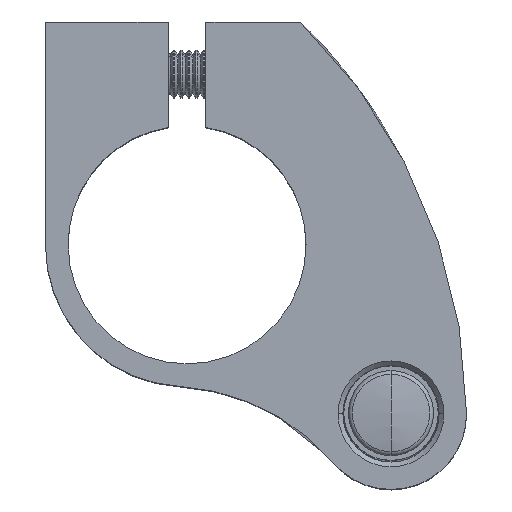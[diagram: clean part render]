
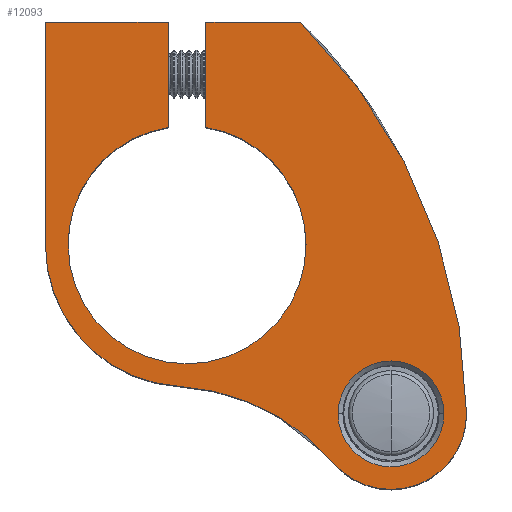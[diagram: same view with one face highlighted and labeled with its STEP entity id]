
A CAD part, top view. The second image highlights one B-rep face of the part: STEP entity #12093.
In plain terms, the highlighted planar face has unit normal (0, 0, 1).
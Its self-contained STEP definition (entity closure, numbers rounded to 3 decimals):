
#167 = EDGE_LOOP ( 'NONE', ( #2614, #6466 ) ) ;
#219 = AXIS2_PLACEMENT_3D ( 'NONE', #566, #4031, #14095 ) ;
#300 = CIRCLE ( 'NONE', #13024, 58.5 ) ;
#389 = CARTESIAN_POINT ( 'NONE',  ( 15.999, -17.9, 6.25 ) ) ;
#566 = CARTESIAN_POINT ( 'NONE',  ( 21.599, -17.9, 6.25 ) ) ;
#775 = ORIENTED_EDGE ( 'NONE', *, *, #5986, .T. ) ;
#983 = EDGE_CURVE ( 'NONE', #2105, #3102, #14740, .T. ) ;
#1173 = CARTESIAN_POINT ( 'NONE',  ( 0., 0., 6.25 ) ) ;
#1380 = DIRECTION ( 'NONE',  ( 1., 0., 0. ) ) ;
#1765 = EDGE_CURVE ( 'NONE', #3102, #12835, #11323, .T. ) ;
#2007 = CARTESIAN_POINT ( 'NONE',  ( 0., 0., 6.25 ) ) ;
#2027 = DIRECTION ( 'NONE',  ( -1., 0., 0. ) ) ;
#2105 = VERTEX_POINT ( 'NONE', #18600 ) ;
#2195 = CARTESIAN_POINT ( 'NONE',  ( 27.199, -17.9, 6.25 ) ) ;
#2285 = CARTESIAN_POINT ( 'NONE',  ( -2.29, -38.432, 6.25 ) ) ;
#2398 = VERTEX_POINT ( 'NONE', #2195 ) ;
#2429 = DIRECTION ( 'NONE',  ( -1., 0., 0. ) ) ;
#2494 = EDGE_CURVE ( 'NONE', #2398, #5636, #16815, .T. ) ;
#2546 = VERTEX_POINT ( 'NONE', #3074 ) ;
#2609 = ORIENTED_EDGE ( 'NONE', *, *, #14137, .T. ) ;
#2614 = ORIENTED_EDGE ( 'NONE', *, *, #2494, .T. ) ;
#2639 = AXIS2_PLACEMENT_3D ( 'NONE', #1173, #21651, #1380 ) ;
#2891 = CARTESIAN_POINT ( 'NONE',  ( 21.599, -17.9, 6.25 ) ) ;
#3074 = CARTESIAN_POINT ( 'NONE',  ( 15.532, -23.114, 6.25 ) ) ;
#3102 = VERTEX_POINT ( 'NONE', #19972 ) ;
#3509 = DIRECTION ( 'NONE',  ( 0., 0., 1. ) ) ;
#3752 = ORIENTED_EDGE ( 'NONE', *, *, #19237, .T. ) ;
#3992 = DIRECTION ( 'NONE',  ( 1., 0., 0. ) ) ;
#4031 = DIRECTION ( 'NONE',  ( 0., 0., -1. ) ) ;
#4038 = CIRCLE ( 'NONE', #7801, 23.5 ) ;
#4080 = FACE_BOUND ( 'NONE', #167, .T. ) ;
#4453 = DIRECTION ( 'NONE',  ( 0., 0., -1. ) ) ;
#4918 = EDGE_CURVE ( 'NONE', #12835, #15181, #19901, .T. ) ;
#5123 = DIRECTION ( 'NONE',  ( 0., -1., 0. ) ) ;
#5282 = AXIS2_PLACEMENT_3D ( 'NONE', #2891, #4453, #6241 ) ;
#5343 = CARTESIAN_POINT ( 'NONE',  ( 2., 23.6, 6.25 ) ) ;
#5414 = DIRECTION ( 'NONE',  ( 0., 1., 0. ) ) ;
#5581 = DIRECTION ( 'NONE',  ( 0., -1., 0. ) ) ;
#5636 = VERTEX_POINT ( 'NONE', #389 ) ;
#5982 = EDGE_CURVE ( 'NONE', #2546, #7036, #14630, .T. ) ;
#5986 = EDGE_CURVE ( 'NONE', #18554, #18228, #14123, .T. ) ;
#6102 = ORIENTED_EDGE ( 'NONE', *, *, #7824, .T. ) ;
#6132 = AXIS2_PLACEMENT_3D ( 'NONE', #18853, #3509, #2027 ) ;
#6241 = DIRECTION ( 'NONE',  ( 1., 0., 0. ) ) ;
#6307 = CARTESIAN_POINT ( 'NONE',  ( 12.6, 0., 6.25 ) ) ;
#6466 = ORIENTED_EDGE ( 'NONE', *, *, #19678, .T. ) ;
#6606 = CARTESIAN_POINT ( 'NONE',  ( 0., 0., 6.25 ) ) ;
#6816 = CARTESIAN_POINT ( 'NONE',  ( 2., 12.44, 6.25 ) ) ;
#7036 = VERTEX_POINT ( 'NONE', #9813 ) ;
#7312 = ORIENTED_EDGE ( 'NONE', *, *, #10647, .T. ) ;
#7501 = EDGE_CURVE ( 'NONE', #8250, #15033, #12502, .T. ) ;
#7785 = CARTESIAN_POINT ( 'NONE',  ( -28.9, -18.226, 6.25 ) ) ;
#7795 = CARTESIAN_POINT ( 'NONE',  ( -15., 0., 6.25 ) ) ;
#7801 = AXIS2_PLACEMENT_3D ( 'NONE', #2285, #14127, #3992 ) ;
#7824 = EDGE_CURVE ( 'NONE', #18940, #2105, #17697, .T. ) ;
#7986 = AXIS2_PLACEMENT_3D ( 'NONE', #6606, #21738, #18515 ) ;
#8148 = DIRECTION ( 'NONE',  ( 0., 0., 1. ) ) ;
#8250 = VERTEX_POINT ( 'NONE', #12408 ) ;
#8269 = DIRECTION ( 'NONE',  ( 1., 0., 0. ) ) ;
#8414 = PLANE ( 'NONE',  #10882 ) ;
#9813 = CARTESIAN_POINT ( 'NONE',  ( 29.599, -17.848, 6.25 ) ) ;
#9825 = AXIS2_PLACEMENT_3D ( 'NONE', #18368, #8148, #10042 ) ;
#10042 = DIRECTION ( 'NONE',  ( -1., 0., 0. ) ) ;
#10272 = DIRECTION ( 'NONE',  ( -1., 0., 0. ) ) ;
#10429 = CARTESIAN_POINT ( 'NONE',  ( -15., 0., 6.25 ) ) ;
#10454 = ORIENTED_EDGE ( 'NONE', *, *, #1765, .T. ) ;
#10501 = DIRECTION ( 'NONE',  ( 1., 0., 0. ) ) ;
#10647 = EDGE_CURVE ( 'NONE', #7036, #8250, #300, .T. ) ;
#10882 = AXIS2_PLACEMENT_3D ( 'NONE', #20329, #21662, #8269 ) ;
#10988 = VECTOR ( 'NONE', #5123, 1000. ) ;
#11012 = CARTESIAN_POINT ( 'NONE',  ( -12.6, 0., 6.25 ) ) ;
#11221 = AXIS2_PLACEMENT_3D ( 'NONE', #2007, #16973, #10501 ) ;
#11323 = LINE ( 'NONE', #15732, #18163 ) ;
#11397 = CIRCLE ( 'NONE', #11221, 12.6 ) ;
#11402 = ORIENTED_EDGE ( 'NONE', *, *, #13245, .T. ) ;
#11536 = LINE ( 'NONE', #6816, #10988 ) ;
#12011 = VERTEX_POINT ( 'NONE', #17859 ) ;
#12093 = ADVANCED_FACE ( 'NONE', ( #4080, #17751 ), #8414, .T. ) ;
#12408 = CARTESIAN_POINT ( 'NONE',  ( 12., 23.6, 6.25 ) ) ;
#12502 = LINE ( 'NONE', #5343, #21676 ) ;
#12835 = VERTEX_POINT ( 'NONE', #14571 ) ;
#12863 = EDGE_LOOP ( 'NONE', ( #775, #16329, #6102, #16622, #10454, #15515, #2609, #11402, #19512, #7312, #13426, #3752 ) ) ;
#12893 = DIRECTION ( 'NONE',  ( -1., 0., 0. ) ) ;
#13024 = AXIS2_PLACEMENT_3D ( 'NONE', #7785, #19631, #12893 ) ;
#13245 = EDGE_CURVE ( 'NONE', #12011, #2546, #4038, .T. ) ;
#13426 = ORIENTED_EDGE ( 'NONE', *, *, #7501, .T. ) ;
#14095 = DIRECTION ( 'NONE',  ( 1., 0., 0. ) ) ;
#14123 = CIRCLE ( 'NONE', #7986, 12.6 ) ;
#14127 = DIRECTION ( 'NONE',  ( 0., 0., -1. ) ) ;
#14137 = EDGE_CURVE ( 'NONE', #15181, #12011, #21405, .T. ) ;
#14570 = EDGE_CURVE ( 'NONE', #18228, #18940, #11397, .T. ) ;
#14571 = CARTESIAN_POINT ( 'NONE',  ( -15., 23.6, 6.25 ) ) ;
#14630 = CIRCLE ( 'NONE', #9825, 8. ) ;
#14740 = LINE ( 'NONE', #15354, #18428 ) ;
#15033 = VERTEX_POINT ( 'NONE', #15684 ) ;
#15181 = VERTEX_POINT ( 'NONE', #7795 ) ;
#15354 = CARTESIAN_POINT ( 'NONE',  ( -2., 23.6, 6.25 ) ) ;
#15515 = ORIENTED_EDGE ( 'NONE', *, *, #4918, .T. ) ;
#15684 = CARTESIAN_POINT ( 'NONE',  ( 2., 23.6, 6.25 ) ) ;
#15732 = CARTESIAN_POINT ( 'NONE',  ( -15., 23.6, 6.25 ) ) ;
#16250 = CIRCLE ( 'NONE', #219, 5.6 ) ;
#16329 = ORIENTED_EDGE ( 'NONE', *, *, #14570, .T. ) ;
#16622 = ORIENTED_EDGE ( 'NONE', *, *, #983, .T. ) ;
#16815 = CIRCLE ( 'NONE', #5282, 5.6 ) ;
#16973 = DIRECTION ( 'NONE',  ( 0., 0., -1. ) ) ;
#17697 = CIRCLE ( 'NONE', #2639, 12.6 ) ;
#17751 = FACE_OUTER_BOUND ( 'NONE', #12863, .T. ) ;
#17859 = CARTESIAN_POINT ( 'NONE',  ( -0.892, -14.973, 6.25 ) ) ;
#18163 = VECTOR ( 'NONE', #2429, 1000. ) ;
#18228 = VERTEX_POINT ( 'NONE', #6307 ) ;
#18254 = CARTESIAN_POINT ( 'NONE',  ( 2., 12.44, 6.25 ) ) ;
#18368 = CARTESIAN_POINT ( 'NONE',  ( 21.599, -17.9, 6.25 ) ) ;
#18428 = VECTOR ( 'NONE', #5414, 1000. ) ;
#18515 = DIRECTION ( 'NONE',  ( 1., 0., 0. ) ) ;
#18554 = VERTEX_POINT ( 'NONE', #18254 ) ;
#18600 = CARTESIAN_POINT ( 'NONE',  ( -2., 12.44, 6.25 ) ) ;
#18853 = CARTESIAN_POINT ( 'NONE',  ( 0., 0., 6.25 ) ) ;
#18940 = VERTEX_POINT ( 'NONE', #11012 ) ;
#19237 = EDGE_CURVE ( 'NONE', #15033, #18554, #11536, .T. ) ;
#19512 = ORIENTED_EDGE ( 'NONE', *, *, #5982, .T. ) ;
#19631 = DIRECTION ( 'NONE',  ( 0., 0., 1. ) ) ;
#19678 = EDGE_CURVE ( 'NONE', #5636, #2398, #16250, .T. ) ;
#19901 = LINE ( 'NONE', #10429, #20951 ) ;
#19972 = CARTESIAN_POINT ( 'NONE',  ( -2., 23.6, 6.25 ) ) ;
#20329 = CARTESIAN_POINT ( 'NONE',  ( 0., 0., 6.25 ) ) ;
#20951 = VECTOR ( 'NONE', #5581, 1000. ) ;
#21405 = CIRCLE ( 'NONE', #6132, 15. ) ;
#21651 = DIRECTION ( 'NONE',  ( 0., 0., -1. ) ) ;
#21662 = DIRECTION ( 'NONE',  ( 0., 0., 1. ) ) ;
#21676 = VECTOR ( 'NONE', #10272, 1000. ) ;
#21738 = DIRECTION ( 'NONE',  ( 0., 0., -1. ) ) ;
